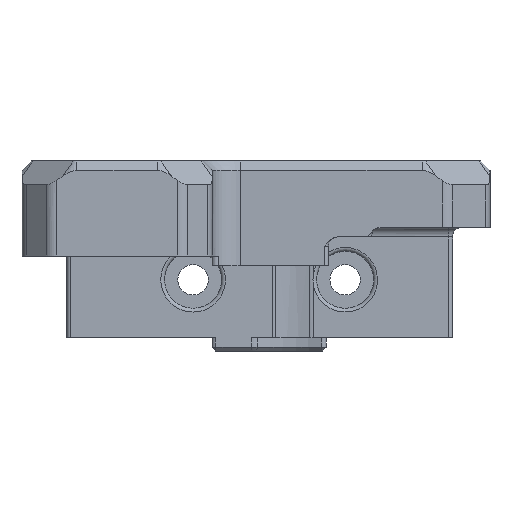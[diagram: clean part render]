
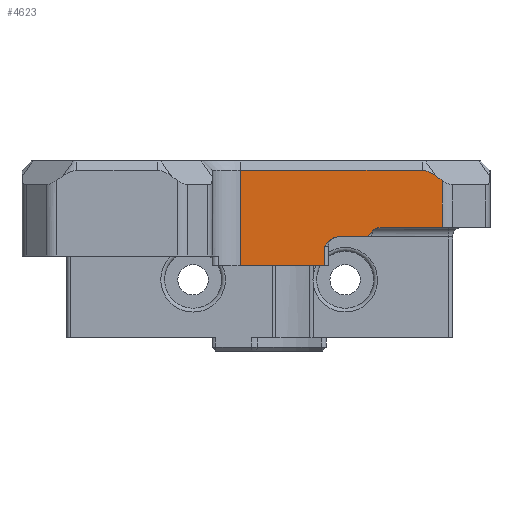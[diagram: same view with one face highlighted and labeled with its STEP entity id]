
A CAD part, left-side view. The second image highlights one B-rep face of the part: STEP entity #4623.
In plain terms, the highlighted planar face has unit normal (-1, 0, 0).
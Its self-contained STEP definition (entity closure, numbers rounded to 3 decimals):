
#38=B_SPLINE_CURVE_WITH_KNOTS('',3,(#7125,#7126,#7127,#7128,#7129,#7130,
#7131,#7132),.UNSPECIFIED.,.F.,.F.,(4,2,2,4),(0.466,0.499,
0.535,0.631),.UNSPECIFIED.);
#39=B_SPLINE_CURVE_WITH_KNOTS('',3,(#7179,#7180,#7181,#7182,#7183,#7184,
#7185,#7186),.UNSPECIFIED.,.F.,.F.,(4,2,2,4),(-0.166,-0.132,
-0.096,0.),.UNSPECIFIED.);
#121=(
BOUNDED_CURVE()
B_SPLINE_CURVE(2,(#7194,#7195,#7196),.UNSPECIFIED.,.F.,.F.)
B_SPLINE_CURVE_WITH_KNOTS((3,3),(0.956,1.312),
 .UNSPECIFIED.)
CURVE()
GEOMETRIC_REPRESENTATION_ITEM()
RATIONAL_B_SPLINE_CURVE((1.,1.273,1.342))
REPRESENTATION_ITEM('')
);
#160=PLANE('',#4964);
#297=FACE_OUTER_BOUND('',#571,.T.);
#571=EDGE_LOOP('',(#3296,#3297,#3298,#3299,#3300,#3301,#3302,#3303,#3304,
#3305,#3306));
#1119=LINE('',#7144,#1545);
#1123=LINE('',#7157,#1549);
#1127=LINE('',#7176,#1553);
#1128=LINE('',#7188,#1554);
#1129=LINE('',#7190,#1555);
#1130=LINE('',#7192,#1556);
#1131=LINE('',#7198,#1557);
#1132=LINE('',#7199,#1558);
#1545=VECTOR('',#5603,10.);
#1549=VECTOR('',#5615,10.);
#1553=VECTOR('',#5635,10.);
#1554=VECTOR('',#5638,10.);
#1555=VECTOR('',#5639,10.);
#1556=VECTOR('',#5640,10.);
#1557=VECTOR('',#5641,10.);
#1558=VECTOR('',#5642,10.);
#2017=VERTEX_POINT('',#7123);
#2018=VERTEX_POINT('',#7124);
#2022=VERTEX_POINT('',#7142);
#2026=VERTEX_POINT('',#7154);
#2027=VERTEX_POINT('',#7156);
#2035=VERTEX_POINT('',#7178);
#2036=VERTEX_POINT('',#7187);
#2037=VERTEX_POINT('',#7189);
#2038=VERTEX_POINT('',#7191);
#2039=VERTEX_POINT('',#7193);
#2040=VERTEX_POINT('',#7197);
#2491=EDGE_CURVE('',#2017,#2018,#38,.T.);
#2498=EDGE_CURVE('',#2017,#2022,#1119,.T.);
#2504=EDGE_CURVE('',#2026,#2027,#1123,.T.);
#2514=EDGE_CURVE('',#2018,#2026,#1127,.T.);
#2515=EDGE_CURVE('',#2035,#2022,#39,.T.);
#2516=EDGE_CURVE('',#2036,#2035,#1128,.T.);
#2517=EDGE_CURVE('',#2037,#2036,#1129,.T.);
#2518=EDGE_CURVE('',#2037,#2038,#1130,.T.);
#2519=EDGE_CURVE('',#2039,#2038,#121,.T.);
#2520=EDGE_CURVE('',#2040,#2039,#1131,.T.);
#2521=EDGE_CURVE('',#2040,#2027,#1132,.T.);
#3296=ORIENTED_EDGE('',*,*,#2498,.T.);
#3297=ORIENTED_EDGE('',*,*,#2515,.F.);
#3298=ORIENTED_EDGE('',*,*,#2516,.F.);
#3299=ORIENTED_EDGE('',*,*,#2517,.F.);
#3300=ORIENTED_EDGE('',*,*,#2518,.T.);
#3301=ORIENTED_EDGE('',*,*,#2519,.F.);
#3302=ORIENTED_EDGE('',*,*,#2520,.F.);
#3303=ORIENTED_EDGE('',*,*,#2521,.T.);
#3304=ORIENTED_EDGE('',*,*,#2504,.F.);
#3305=ORIENTED_EDGE('',*,*,#2514,.F.);
#3306=ORIENTED_EDGE('',*,*,#2491,.F.);
#4623=ADVANCED_FACE('',(#297),#160,.F.);
#4964=AXIS2_PLACEMENT_3D('',#7177,#5636,#5637);
#5603=DIRECTION('',(0.,-1.,0.));
#5615=DIRECTION('',(0.,1.,0.));
#5635=DIRECTION('',(0.,0.,-1.));
#5636=DIRECTION('center_axis',(1.,0.,0.));
#5637=DIRECTION('ref_axis',(0.,-1.,0.));
#5638=DIRECTION('',(0.,1.,0.));
#5639=DIRECTION('',(0.,0.,-1.));
#5640=DIRECTION('',(0.,0.816,0.577));
#5641=DIRECTION('',(0.,-1.,0.));
#5642=DIRECTION('',(0.,0.,-1.));
#7123=CARTESIAN_POINT('',(21.95,69.818,-26.));
#7124=CARTESIAN_POINT('',(21.95,71.16,-27.));
#7125=CARTESIAN_POINT('Ctrl Pts',(21.95,69.818,-26.));
#7126=CARTESIAN_POINT('Ctrl Pts',(21.95,69.93,-26.));
#7127=CARTESIAN_POINT('Ctrl Pts',(21.95,70.062,-26.022));
#7128=CARTESIAN_POINT('Ctrl Pts',(21.95,70.281,-26.093));
#7129=CARTESIAN_POINT('Ctrl Pts',(21.95,70.409,-26.158));
#7130=CARTESIAN_POINT('Ctrl Pts',(21.95,70.77,-26.411));
#7131=CARTESIAN_POINT('Ctrl Pts',(21.95,70.988,-26.729));
#7132=CARTESIAN_POINT('Ctrl Pts',(21.95,71.16,-27.));
#7142=CARTESIAN_POINT('',(21.95,66.627,-26.));
#7144=CARTESIAN_POINT('',(21.95,78.65,-26.));
#7154=CARTESIAN_POINT('',(21.95,71.16,-29.));
#7156=CARTESIAN_POINT('',(21.95,80.,-29.));
#7157=CARTESIAN_POINT('',(21.95,66.627,-29.));
#7176=CARTESIAN_POINT('',(21.95,71.16,-30.1));
#7177=CARTESIAN_POINT('Origin',(21.95,83.,-9.));
#7178=CARTESIAN_POINT('',(21.95,65.285,-25.));
#7179=CARTESIAN_POINT('Ctrl Pts',(21.95,65.285,-25.));
#7180=CARTESIAN_POINT('Ctrl Pts',(21.95,65.396,-25.));
#7181=CARTESIAN_POINT('Ctrl Pts',(21.95,65.528,-25.022));
#7182=CARTESIAN_POINT('Ctrl Pts',(21.95,65.748,-25.093));
#7183=CARTESIAN_POINT('Ctrl Pts',(21.95,65.876,-25.158));
#7184=CARTESIAN_POINT('Ctrl Pts',(21.95,66.237,-25.411));
#7185=CARTESIAN_POINT('Ctrl Pts',(21.95,66.455,-25.729));
#7186=CARTESIAN_POINT('Ctrl Pts',(21.95,66.627,-26.));
#7187=CARTESIAN_POINT('',(21.95,58.775,-25.));
#7188=CARTESIAN_POINT('',(21.95,80.69,-25.));
#7189=CARTESIAN_POINT('',(21.95,58.775,-20.061));
#7190=CARTESIAN_POINT('',(21.95,58.775,-9.));
#7191=CARTESIAN_POINT('',(21.95,59.396,-19.621));
#7192=CARTESIAN_POINT('',(21.95,70.698,-11.629));
#7193=CARTESIAN_POINT('',(21.95,60.896,-19.));
#7194=CARTESIAN_POINT('Ctrl Pts',(21.95,60.896,-19.));
#7195=CARTESIAN_POINT('Ctrl Pts',(21.95,60.275,-19.));
#7196=CARTESIAN_POINT('Ctrl Pts',(21.95,59.396,-19.621));
#7197=CARTESIAN_POINT('',(21.95,80.,-19.));
#7198=CARTESIAN_POINT('',(21.95,77.25,-19.));
#7199=CARTESIAN_POINT('',(21.95,80.,-25.));
